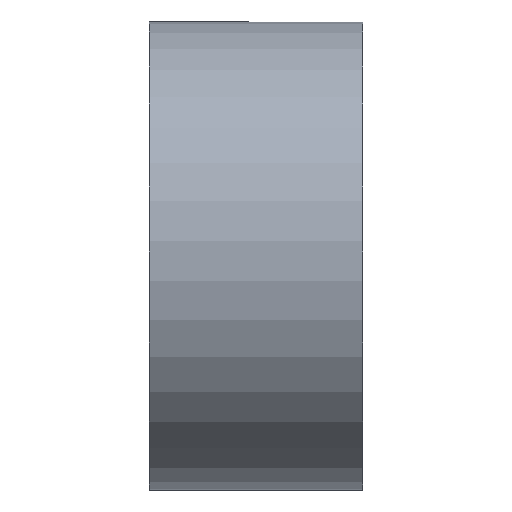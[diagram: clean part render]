
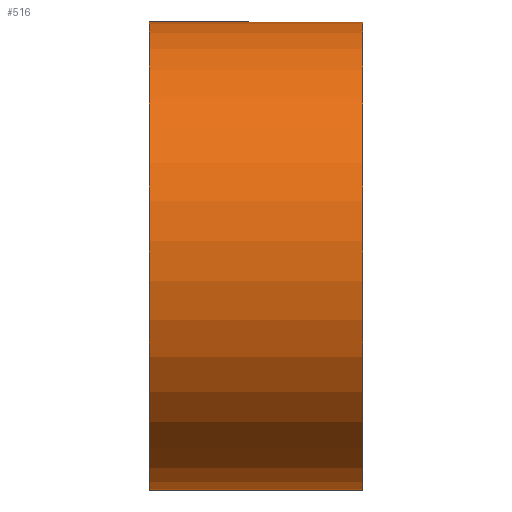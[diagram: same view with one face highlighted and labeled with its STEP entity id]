
A CAD part, front view. The second image highlights one B-rep face of the part: STEP entity #516.
In plain terms, the highlighted cylindrical face has radius 11 mm (diameter 22 mm), a partial arc.
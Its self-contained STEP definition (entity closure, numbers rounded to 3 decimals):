
#47=FACE_OUTER_BOUND('',#76,.T.);
#76=EDGE_LOOP('',(#369,#370,#371,#372));
#117=LINE('',#818,#165);
#119=LINE('',#826,#167);
#165=VECTOR('',#629,10.);
#167=VECTOR('',#637,10.);
#216=CIRCLE('',#574,11.);
#217=CIRCLE('',#575,11.);
#234=VERTEX_POINT('',#815);
#235=VERTEX_POINT('',#817);
#237=VERTEX_POINT('',#823);
#238=VERTEX_POINT('',#825);
#287=EDGE_CURVE('',#234,#235,#117,.T.);
#290=EDGE_CURVE('',#237,#234,#216,.T.);
#291=EDGE_CURVE('',#238,#237,#119,.T.);
#292=EDGE_CURVE('',#235,#238,#217,.T.);
#369=ORIENTED_EDGE('',*,*,#287,.F.);
#370=ORIENTED_EDGE('',*,*,#290,.F.);
#371=ORIENTED_EDGE('',*,*,#291,.F.);
#372=ORIENTED_EDGE('',*,*,#292,.F.);
#505=CYLINDRICAL_SURFACE('',#573,11.);
#516=ADVANCED_FACE('',(#47),#505,.T.);
#573=AXIS2_PLACEMENT_3D('',#822,#633,#634);
#574=AXIS2_PLACEMENT_3D('',#824,#635,#636);
#575=AXIS2_PLACEMENT_3D('',#827,#638,#639);
#629=DIRECTION('',(1.,0.,0.));
#633=DIRECTION('center_axis',(1.,0.,0.));
#634=DIRECTION('ref_axis',(0.,-0.903,-0.431));
#635=DIRECTION('center_axis',(-1.,0.,0.));
#636=DIRECTION('ref_axis',(0.,1.,0.));
#637=DIRECTION('',(-1.,0.,0.));
#638=DIRECTION('center_axis',(1.,0.,0.));
#639=DIRECTION('ref_axis',(0.,1.,0.));
#815=CARTESIAN_POINT('',(-5.,2.178,10.782));
#817=CARTESIAN_POINT('',(5.,2.178,10.782));
#818=CARTESIAN_POINT('',(0.,2.178,10.782));
#822=CARTESIAN_POINT('Origin',(0.,0.,0.));
#823=CARTESIAN_POINT('',(-5.,9.752,-5.09));
#824=CARTESIAN_POINT('Origin',(-5.,0.,0.));
#825=CARTESIAN_POINT('',(5.,9.752,-5.09));
#826=CARTESIAN_POINT('',(0.,9.752,-5.09));
#827=CARTESIAN_POINT('Origin',(5.,0.,0.));
